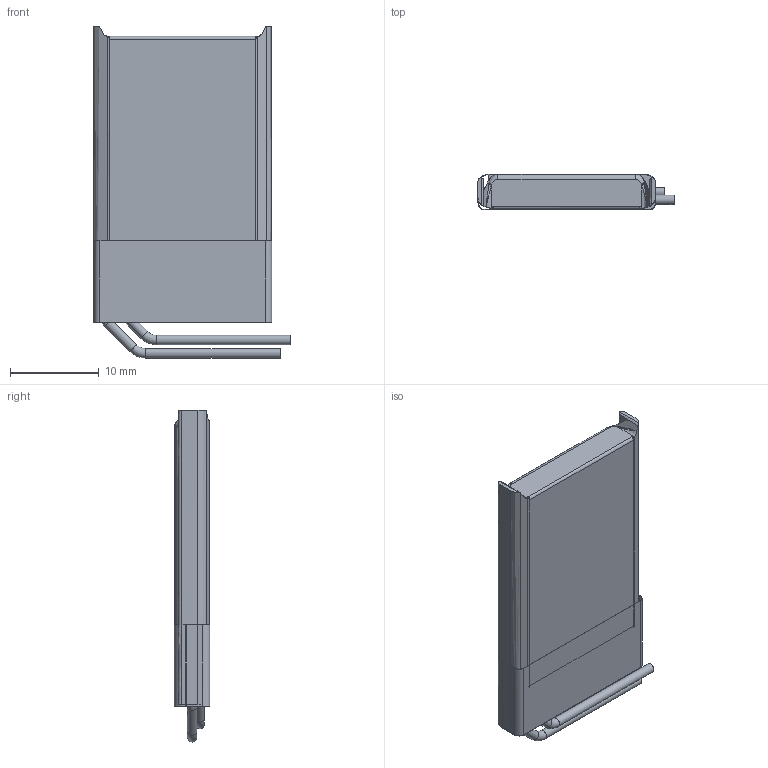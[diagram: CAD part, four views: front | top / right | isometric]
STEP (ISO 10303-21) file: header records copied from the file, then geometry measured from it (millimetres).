
FILE_DESCRIPTION(('FreeCAD Model'),'2;1');
FILE_NAME('Open CASCADE Shape Model','2023-05-11T17:01:32',(''),(''), 'Open CASCADE STEP processor 7.6','FreeCAD','Unknown');
FILE_SCHEMA(('AUTOMOTIVE_DESIGN { 1 0 10303 214 1 1 1 1 }'));
Length unit declared in the file: millimetre
Products named in the file (8): Battery402030 v3; Kapton Tape; Battery Cell; Board Part 1; PCB; Positive; Negative; Board Part 2
Assembly tree (7 placements, depth 2):
  Battery402030 v3
    Kapton Tape
    Battery Cell
    Board Part 1
    PCB
    Positive
    Negative
    Board Part 2
Bounding box: 22.11 x 3.98 x 37.45 mm (x, y, z)
Volume: 2204.1 mm3; surface area: 3052 mm2
Topology: 7 solids, 7 shells, 134 faces, 332 edges, 209 vertices
Faces by surface type: bspline 62, plane 62, cylinder 6, torus 4
Full cylindrical faces by diameter (mm): 1.07 x6
Entity records: 11513 total; most frequent: CARTESIAN_POINT 5278, DIRECTION 978, ORIENTED_EDGE 660, PCURVE 660, DEFINITIONAL_REPRESENTATION 660, LINE 516, VECTOR 516, EDGE_CURVE 330
